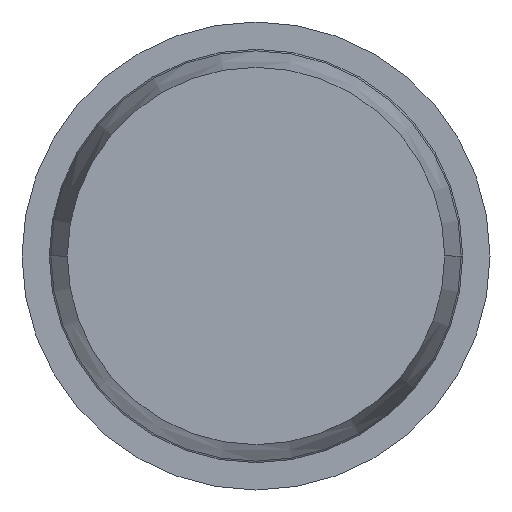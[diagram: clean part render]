
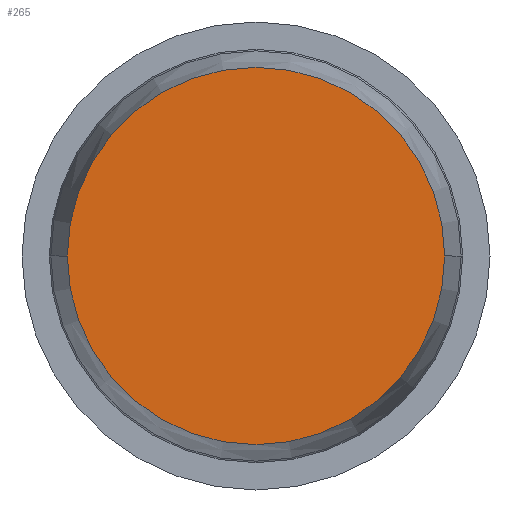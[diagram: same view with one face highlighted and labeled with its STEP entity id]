
A CAD part, front view. The second image highlights one B-rep face of the part: STEP entity #265.
In plain terms, the highlighted planar face has unit normal (0, -1, 0).
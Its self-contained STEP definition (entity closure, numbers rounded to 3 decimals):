
#265 = ADVANCED_FACE ( 'Defeature ausgef�hrt1_0', ( #450 ), #1511, .T. ) ;
#325 = AXIS2_PLACEMENT_3D ( 'NONE', #1326, #1071, #1888 ) ;
#450 = FACE_OUTER_BOUND ( 'NONE', #1826, .T. ) ;
#733 = DIRECTION ( 'NONE',  ( 1., 0., 0. ) ) ;
#1071 = DIRECTION ( 'NONE',  ( 0., -1., 0. ) ) ;
#1110 = CIRCLE ( 'NONE', #3017, 1.209 ) ;
#1187 = ORIENTED_EDGE ( 'NONE', *, *, #2542, .T. ) ;
#1249 = CARTESIAN_POINT ( 'NONE',  ( 0., -19., 0. ) ) ;
#1326 = CARTESIAN_POINT ( 'NONE',  ( 0., -19., 0. ) ) ;
#1511 = PLANE ( 'NONE',  #3387 ) ;
#1675 = DIRECTION ( 'NONE',  ( 0., -1., 0. ) ) ;
#1776 = ORIENTED_EDGE ( 'NONE', *, *, #2813, .T. ) ;
#1826 = EDGE_LOOP ( 'NONE', ( #1776, #1187 ) ) ;
#1888 = DIRECTION ( 'NONE',  ( 1., 0., 0. ) ) ;
#2418 = VERTEX_POINT ( 'NONE', #3165 ) ;
#2505 = VERTEX_POINT ( 'NONE', #3234 ) ;
#2542 = EDGE_CURVE ( 'Defeature ausgef�hrt1_0+Defeature ausgef�hrt1_10+Defeature ausgef�hrt1_10+Defeature ausgef�hrt1_10', #2418, #2505, #1110, .T. ) ;
#2707 = DIRECTION ( 'NONE',  ( 1., 0., 0. ) ) ;
#2813 = EDGE_CURVE ( 'Defeature ausgef�hrt1_0+Defeature ausgef�hrt1_10+Defeature ausgef�hrt1_10+Defeature ausgef�hrt1_10', #2505, #2418, #3346, .T. ) ;
#2960 = CARTESIAN_POINT ( 'NONE',  ( 0., -19., 0. ) ) ;
#3017 = AXIS2_PLACEMENT_3D ( 'NONE', #2960, #1675, #2707 ) ;
#3070 = DIRECTION ( 'NONE',  ( 0., -1., 0. ) ) ;
#3165 = CARTESIAN_POINT ( 'NONE',  ( 1.209, -19., 0. ) ) ;
#3234 = CARTESIAN_POINT ( 'NONE',  ( -1.209, -19., 0. ) ) ;
#3346 = CIRCLE ( 'NONE', #325, 1.209 ) ;
#3387 = AXIS2_PLACEMENT_3D ( 'NONE', #1249, #3070, #733 ) ;
